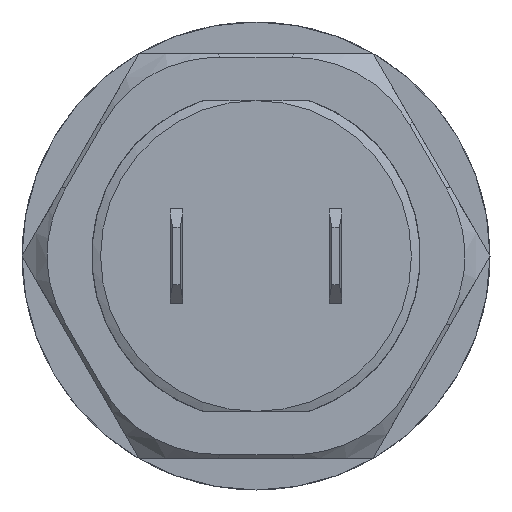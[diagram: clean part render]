
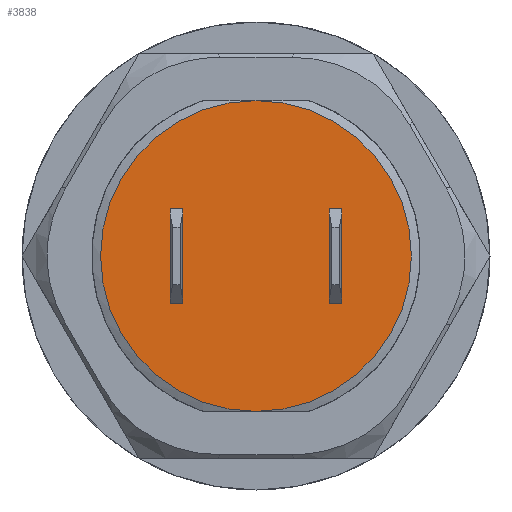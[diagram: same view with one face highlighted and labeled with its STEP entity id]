
A CAD part, front view. The second image highlights one B-rep face of the part: STEP entity #3838.
In plain terms, the highlighted planar face has unit normal (0, -1, 0).
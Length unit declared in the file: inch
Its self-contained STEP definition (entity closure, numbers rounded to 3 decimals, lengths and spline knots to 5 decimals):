
#191=FACE_BOUND('',#717,.T.);
#192=FACE_BOUND('',#718,.T.);
#269=PLANE('',#4247);
#504=FACE_OUTER_BOUND('',#716,.T.);
#716=EDGE_LOOP('',(#3215,#3216,#3217));
#717=EDGE_LOOP('',(#3218,#3219,#3220,#3221));
#718=EDGE_LOOP('',(#3222,#3223,#3224,#3225));
#759=CIRCLE('',#3902,0.4035);
#760=CIRCLE('',#3903,0.4035);
#810=CIRCLE('',#4095,0.4035);
#1029=LINE('',#5733,#1270);
#1047=LINE('',#5770,#1288);
#1052=LINE('',#5780,#1293);
#1057=LINE('',#5790,#1298);
#1059=LINE('',#5793,#1300);
#1060=LINE('',#5795,#1301);
#1061=LINE('',#5797,#1302);
#1062=LINE('',#5799,#1303);
#1270=VECTOR('',#4668,0.3937);
#1288=VECTOR('',#4696,0.3937);
#1293=VECTOR('',#4705,0.3937);
#1298=VECTOR('',#4714,0.3937);
#1300=VECTOR('',#4718,0.3937);
#1301=VECTOR('',#4721,0.3937);
#1302=VECTOR('',#4724,0.3937);
#1303=VECTOR('',#4727,0.3937);
#1405=VERTEX_POINT('',#5381);
#1410=VERTEX_POINT('',#5391);
#1411=VERTEX_POINT('',#5393);
#1525=VERTEX_POINT('',#5730);
#1526=VERTEX_POINT('',#5732);
#1539=VERTEX_POINT('',#5767);
#1540=VERTEX_POINT('',#5769);
#1542=VERTEX_POINT('',#5777);
#1543=VERTEX_POINT('',#5779);
#1545=VERTEX_POINT('',#5787);
#1546=VERTEX_POINT('',#5789);
#1774=EDGE_CURVE('',#1411,#1410,#759,.T.);
#1775=EDGE_CURVE('',#1405,#1411,#760,.T.);
#1941=EDGE_CURVE('',#1526,#1525,#1029,.T.);
#1959=EDGE_CURVE('',#1540,#1539,#1047,.T.);
#1964=EDGE_CURVE('',#1543,#1542,#1052,.T.);
#1969=EDGE_CURVE('',#1546,#1545,#1057,.T.);
#1971=EDGE_CURVE('',#1545,#1543,#1059,.T.);
#1972=EDGE_CURVE('',#1542,#1546,#1060,.T.);
#1973=EDGE_CURVE('',#1525,#1540,#1061,.T.);
#1974=EDGE_CURVE('',#1539,#1526,#1062,.T.);
#2124=EDGE_CURVE('',#1410,#1405,#810,.T.);
#3215=ORIENTED_EDGE('',*,*,#1774,.T.);
#3216=ORIENTED_EDGE('',*,*,#2124,.T.);
#3217=ORIENTED_EDGE('',*,*,#1775,.T.);
#3218=ORIENTED_EDGE('',*,*,#1969,.T.);
#3219=ORIENTED_EDGE('',*,*,#1971,.T.);
#3220=ORIENTED_EDGE('',*,*,#1964,.T.);
#3221=ORIENTED_EDGE('',*,*,#1972,.T.);
#3222=ORIENTED_EDGE('',*,*,#1973,.T.);
#3223=ORIENTED_EDGE('',*,*,#1959,.T.);
#3224=ORIENTED_EDGE('',*,*,#1974,.T.);
#3225=ORIENTED_EDGE('',*,*,#1941,.T.);
#3838=ADVANCED_FACE('',(#504,#191,#192),#269,.F.);
#3902=AXIS2_PLACEMENT_3D('',#5394,#4323,#4324);
#3903=AXIS2_PLACEMENT_3D('',#5395,#4325,#4326);
#4095=AXIS2_PLACEMENT_3D('',#6755,#4860,#4861);
#4247=AXIS2_PLACEMENT_3D('',#6931,#5173,#5174);
#4323=DIRECTION('center_axis',(0.,-1.,0.));
#4324=DIRECTION('ref_axis',(-1.,0.,0.));
#4325=DIRECTION('center_axis',(0.,-1.,0.));
#4326=DIRECTION('ref_axis',(-1.,0.,0.));
#4668=DIRECTION('',(0.,0.,-1.));
#4696=DIRECTION('',(0.,0.,1.));
#4705=DIRECTION('',(0.,0.,1.));
#4714=DIRECTION('',(0.,0.,-1.));
#4718=DIRECTION('',(-1.,0.,0.));
#4721=DIRECTION('',(1.,0.,0.));
#4724=DIRECTION('',(-1.,0.,0.));
#4727=DIRECTION('',(1.,0.,0.));
#4860=DIRECTION('center_axis',(0.,-1.,0.));
#4861=DIRECTION('ref_axis',(-1.,0.,0.));
#5173=DIRECTION('center_axis',(0.,1.,0.));
#5174=DIRECTION('ref_axis',(0.,0.,1.));
#5381=CARTESIAN_POINT('',(-0.15504,-0.57741,0.4035));
#5391=CARTESIAN_POINT('',(0.24846,-0.57741,0.));
#5393=CARTESIAN_POINT('',(-0.55854,-0.57741,0.));
#5394=CARTESIAN_POINT('Origin',(-0.15504,-0.57741,0.));
#5395=CARTESIAN_POINT('Origin',(-0.15504,-0.57741,0.));
#5730=CARTESIAN_POINT('',(-0.34574,-0.57741,-0.124));
#5732=CARTESIAN_POINT('',(-0.34574,-0.57741,0.124));
#5733=CARTESIAN_POINT('',(-0.34574,-0.57741,-0.062));
#5767=CARTESIAN_POINT('',(-0.37774,-0.57741,0.124));
#5769=CARTESIAN_POINT('',(-0.37774,-0.57741,-0.124));
#5770=CARTESIAN_POINT('',(-0.37774,-0.57741,0.062));
#5777=CARTESIAN_POINT('',(0.03566,-0.57741,0.124));
#5779=CARTESIAN_POINT('',(0.03566,-0.57741,-0.124));
#5780=CARTESIAN_POINT('',(0.03566,-0.57741,0.062));
#5787=CARTESIAN_POINT('',(0.06766,-0.57741,-0.124));
#5789=CARTESIAN_POINT('',(0.06766,-0.57741,0.124));
#5790=CARTESIAN_POINT('',(0.06766,-0.57741,-0.062));
#5793=CARTESIAN_POINT('',(-0.05969,-0.57741,-0.124));
#5795=CARTESIAN_POINT('',(-0.04369,-0.57741,0.124));
#5797=CARTESIAN_POINT('',(-0.26639,-0.57741,-0.124));
#5799=CARTESIAN_POINT('',(-0.25039,-0.57741,0.124));
#6755=CARTESIAN_POINT('Origin',(-0.15504,-0.57741,0.));
#6931=CARTESIAN_POINT('Origin',(-0.15504,-0.57741,0.));
